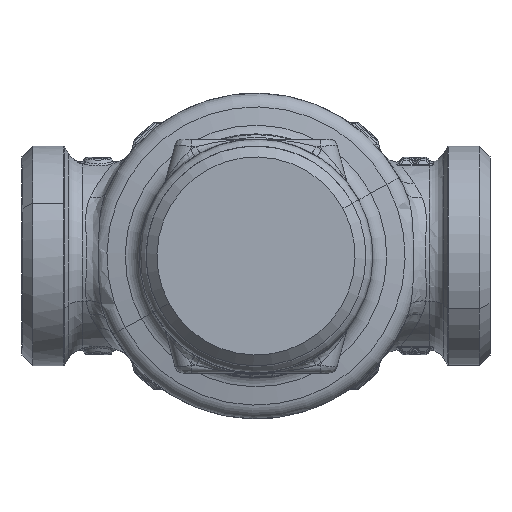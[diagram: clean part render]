
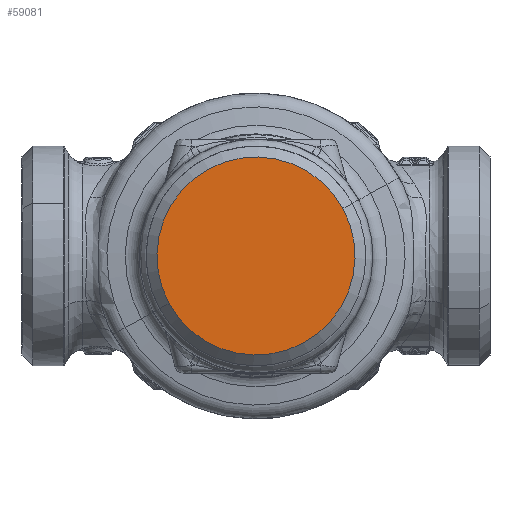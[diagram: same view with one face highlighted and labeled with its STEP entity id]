
A CAD part, front view. The second image highlights one B-rep face of the part: STEP entity #59081.
In plain terms, the highlighted planar face has unit normal (0, -1, 0).
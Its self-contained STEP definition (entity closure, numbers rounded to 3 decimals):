
#59032=CARTESIAN_POINT('Axis2P3D Location',(0.,-47.,-33.709)) ;
#59036=CARTESIAN_POINT('Vertex',(10.399,-47.,-28.028)) ;
#59038=CARTESIAN_POINT('Vertex',(-10.399,-47.,-39.391)) ;
#59059=CARTESIAN_POINT('Axis2P3D Location',(0.,-47.,-33.709)) ;
#59072=CARTESIAN_POINT('Axis2P3D Location',(0.,-47.,-33.709)) ;
#59033=DIRECTION('Axis2P3D Direction',(-0.,1.,0.)) ;
#59060=DIRECTION('Axis2P3D Direction',(-0.,1.,0.)) ;
#59073=DIRECTION('Axis2P3D Direction',(0.,-1.,0.)) ;
#59074=DIRECTION('Axis2P3D XDirection',(1.,0.,0.)) ;
#59034=AXIS2_PLACEMENT_3D('Circle Axis2P3D',#59032,#59033,$) ;
#59061=AXIS2_PLACEMENT_3D('Circle Axis2P3D',#59059,#59060,$) ;
#59075=AXIS2_PLACEMENT_3D('Plane Axis2P3D',#59072,#59073,#59074) ;
#59035=CIRCLE('generated circle',#59034,11.85) ;
#59062=CIRCLE('generated circle',#59061,11.85) ;
#59076=PLANE('',#59075) ;
#59040=EDGE_CURVE('',#59037,#59039,#59035,.F.) ;
#59063=EDGE_CURVE('',#59039,#59037,#59062,.F.) ;
#59078=ORIENTED_EDGE('',*,*,#59040,.T.) ;
#59079=ORIENTED_EDGE('',*,*,#59063,.T.) ;
#59077=EDGE_LOOP('',(#59078,#59079)) ;
#59037=VERTEX_POINT('',#59036) ;
#59039=VERTEX_POINT('',#59038) ;
#59081=ADVANCED_FACE('PartBody',(#59080),#59076,.T.) ;
#59080=FACE_OUTER_BOUND('',#59077,.T.) ;
